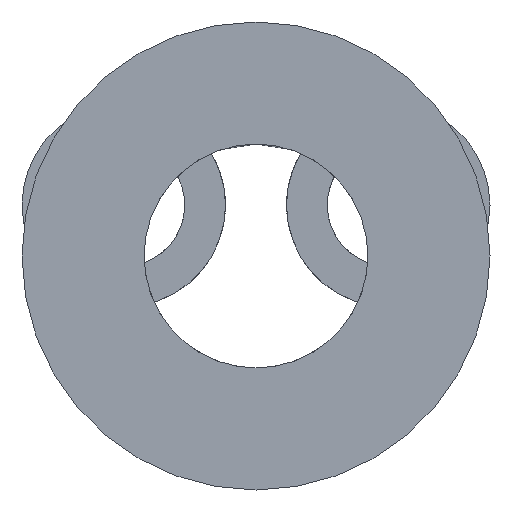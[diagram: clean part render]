
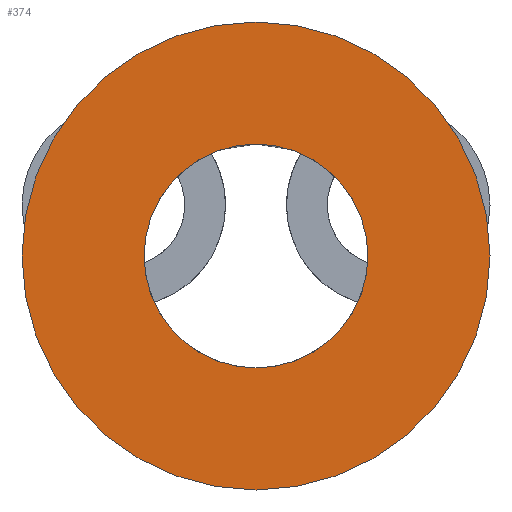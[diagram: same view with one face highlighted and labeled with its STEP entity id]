
A CAD part, front view. The second image highlights one B-rep face of the part: STEP entity #374.
In plain terms, the highlighted planar face has unit normal (0, -1, 0).
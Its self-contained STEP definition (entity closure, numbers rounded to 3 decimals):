
#219 = VERTEX_POINT('',#220);
#220 = CARTESIAN_POINT('',(0.,0.,-1.397));
#226 = EDGE_CURVE('',#219,#227,#229,.T.);
#227 = VERTEX_POINT('',#228);
#228 = CARTESIAN_POINT('',(0.,0.,1.397));
#229 = CIRCLE('',#230,1.397);
#230 = AXIS2_PLACEMENT_3D('',#231,#232,#233);
#231 = CARTESIAN_POINT('',(0.,0.,0.));
#232 = DIRECTION('',(0.,1.,0.));
#233 = DIRECTION('',(0.,-0.,1.));
#270 = VERTEX_POINT('',#271);
#271 = CARTESIAN_POINT('',(0.,0.,2.921));
#277 = EDGE_CURVE('',#270,#278,#280,.T.);
#278 = VERTEX_POINT('',#279);
#279 = CARTESIAN_POINT('',(0.,0.,-2.921));
#280 = CIRCLE('',#281,2.921);
#281 = AXIS2_PLACEMENT_3D('',#282,#283,#284);
#282 = CARTESIAN_POINT('',(0.,0.,0.));
#283 = DIRECTION('',(0.,1.,0.));
#284 = DIRECTION('',(0.,-0.,1.));
#309 = EDGE_CURVE('',#278,#270,#310,.T.);
#310 = CIRCLE('',#311,2.921);
#311 = AXIS2_PLACEMENT_3D('',#312,#313,#314);
#312 = CARTESIAN_POINT('',(0.,0.,0.));
#313 = DIRECTION('',(0.,1.,0.));
#314 = DIRECTION('',(0.,-0.,1.));
#374 = ADVANCED_FACE('',(#375,#385),#389,.F.);
#375 = FACE_BOUND('',#376,.T.);
#376 = EDGE_LOOP('',(#377,#378));
#377 = ORIENTED_EDGE('',*,*,#226,.T.);
#378 = ORIENTED_EDGE('',*,*,#379,.T.);
#379 = EDGE_CURVE('',#227,#219,#380,.T.);
#380 = CIRCLE('',#381,1.397);
#381 = AXIS2_PLACEMENT_3D('',#382,#383,#384);
#382 = CARTESIAN_POINT('',(0.,0.,0.));
#383 = DIRECTION('',(0.,1.,0.));
#384 = DIRECTION('',(0.,-0.,1.));
#385 = FACE_BOUND('',#386,.T.);
#386 = EDGE_LOOP('',(#387,#388));
#387 = ORIENTED_EDGE('',*,*,#309,.F.);
#388 = ORIENTED_EDGE('',*,*,#277,.F.);
#389 = PLANE('',#390);
#390 = AXIS2_PLACEMENT_3D('',#391,#392,#393);
#391 = CARTESIAN_POINT('',(0.,0.,0.));
#392 = DIRECTION('',(0.,1.,0.));
#393 = DIRECTION('',(0.,-0.,1.));
